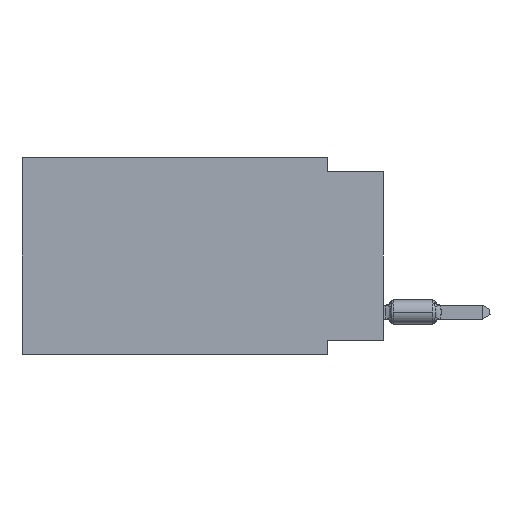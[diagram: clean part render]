
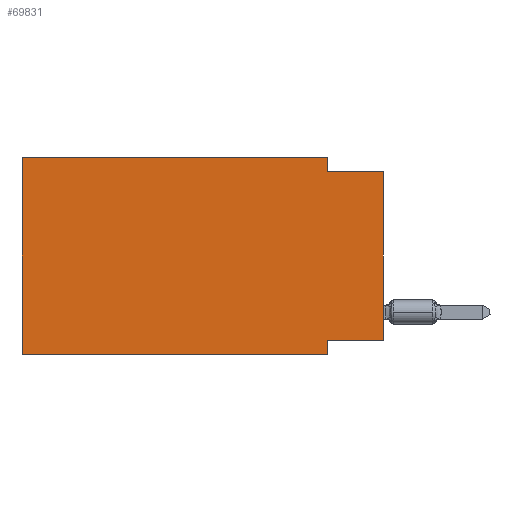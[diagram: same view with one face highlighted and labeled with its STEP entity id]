
A CAD part, left-side view. The second image highlights one B-rep face of the part: STEP entity #69831.
In plain terms, the highlighted planar face has unit normal (-1, 0, 0).
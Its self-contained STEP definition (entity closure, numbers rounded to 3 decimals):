
#745 = VECTOR ( 'NONE', #71326, 1000. ) ;
#4380 = LINE ( 'NONE', #88045, #745 ) ;
#5198 = LINE ( 'NONE', #98856, #39632 ) ;
#6641 = ORIENTED_EDGE ( 'NONE', *, *, #69690, .F. ) ;
#6864 = VERTEX_POINT ( 'NONE', #63759 ) ;
#17070 = ORIENTED_EDGE ( 'NONE', *, *, #65902, .T. ) ;
#20897 = CARTESIAN_POINT ( 'NONE',  ( 0., 2.54, 0. ) ) ;
#21133 = VERTEX_POINT ( 'NONE', #32454 ) ;
#22980 = PLANE ( 'NONE',  #51774 ) ;
#26746 = ORIENTED_EDGE ( 'NONE', *, *, #108396, .T. ) ;
#29527 = DIRECTION ( 'NONE',  ( 0., 0., 1. ) ) ;
#30718 = CARTESIAN_POINT ( 'NONE',  ( 0., 16.383, 0. ) ) ;
#31966 = DIRECTION ( 'NONE',  ( 0., 0., -1. ) ) ;
#32454 = CARTESIAN_POINT ( 'NONE',  ( 0., 0., -8.255 ) ) ;
#33229 = LINE ( 'NONE', #83411, #45095 ) ;
#35814 = DIRECTION ( 'NONE',  ( 0., -1., 0. ) ) ;
#36101 = VERTEX_POINT ( 'NONE', #53432 ) ;
#36624 = VERTEX_POINT ( 'NONE', #20897 ) ;
#39288 = ORIENTED_EDGE ( 'NONE', *, *, #62698, .F. ) ;
#39632 = VECTOR ( 'NONE', #31966, 1000. ) ;
#41039 = DIRECTION ( 'NONE',  ( 0., 0., -1. ) ) ;
#42947 = EDGE_CURVE ( 'NONE', #65292, #49813, #33229, .T. ) ;
#43210 = DIRECTION ( 'NONE',  ( 0., 1., 0. ) ) ;
#45095 = VECTOR ( 'NONE', #41039, 1000. ) ;
#46440 = DIRECTION ( 'NONE',  ( 0., -1., 0. ) ) ;
#47963 = ORIENTED_EDGE ( 'NONE', *, *, #73412, .F. ) ;
#48378 = VERTEX_POINT ( 'NONE', #65489 ) ;
#48647 = DIRECTION ( 'NONE',  ( 0., 0., -1. ) ) ;
#49813 = VERTEX_POINT ( 'NONE', #50423 ) ;
#50423 = CARTESIAN_POINT ( 'NONE',  ( 0., 2.54, -8.89 ) ) ;
#50918 = VECTOR ( 'NONE', #29527, 1000. ) ;
#51774 = AXIS2_PLACEMENT_3D ( 'NONE', #57019, #91015, #48647 ) ;
#53432 = CARTESIAN_POINT ( 'NONE',  ( 0., 2.54, -0.635 ) ) ;
#57019 = CARTESIAN_POINT ( 'NONE',  ( 0., 16.383, 0. ) ) ;
#61375 = DIRECTION ( 'NONE',  ( 0., -1., 0. ) ) ;
#62698 = EDGE_CURVE ( 'NONE', #21133, #65292, #77212, .T. ) ;
#63575 = EDGE_LOOP ( 'NONE', ( #26746, #47963, #97846, #6641, #99849, #17070, #106718, #39288 ) ) ;
#63759 = CARTESIAN_POINT ( 'NONE',  ( 0., 0., -0.635 ) ) ;
#65292 = VERTEX_POINT ( 'NONE', #92213 ) ;
#65489 = CARTESIAN_POINT ( 'NONE',  ( 0., 16.383, -8.89 ) ) ;
#65902 = EDGE_CURVE ( 'NONE', #48378, #49813, #94287, .T. ) ;
#65940 = FACE_OUTER_BOUND ( 'NONE', #63575, .T. ) ;
#68389 = LINE ( 'NONE', #71538, #87337 ) ;
#69418 = CARTESIAN_POINT ( 'NONE',  ( 0., 0., -8.255 ) ) ;
#69690 = EDGE_CURVE ( 'NONE', #93752, #36624, #68389, .T. ) ;
#69831 = ADVANCED_FACE ( 'NONE', ( #65940 ), #22980, .F. ) ;
#71031 = VECTOR ( 'NONE', #43210, 1000. ) ;
#71326 = DIRECTION ( 'NONE',  ( 0., 0., 1. ) ) ;
#71538 = CARTESIAN_POINT ( 'NONE',  ( 0., 16.383, 0. ) ) ;
#71909 = CARTESIAN_POINT ( 'NONE',  ( 0., 16.383, 0. ) ) ;
#73412 = EDGE_CURVE ( 'NONE', #36101, #6864, #77070, .T. ) ;
#77070 = LINE ( 'NONE', #84348, #103928 ) ;
#77212 = LINE ( 'NONE', #69418, #71031 ) ;
#80287 = LINE ( 'NONE', #71909, #50918 ) ;
#80667 = EDGE_CURVE ( 'NONE', #48378, #93752, #80287, .T. ) ;
#83411 = CARTESIAN_POINT ( 'NONE',  ( 0., 2.54, -8.89 ) ) ;
#84021 = EDGE_CURVE ( 'NONE', #36624, #36101, #5198, .T. ) ;
#84348 = CARTESIAN_POINT ( 'NONE',  ( 0., 0., -0.635 ) ) ;
#86449 = CARTESIAN_POINT ( 'NONE',  ( 0., 16.383, -8.89 ) ) ;
#87337 = VECTOR ( 'NONE', #46440, 1000. ) ;
#87499 = VECTOR ( 'NONE', #61375, 1000. ) ;
#88045 = CARTESIAN_POINT ( 'NONE',  ( 0., 0., 0. ) ) ;
#91015 = DIRECTION ( 'NONE',  ( 1., 0., 0. ) ) ;
#92213 = CARTESIAN_POINT ( 'NONE',  ( 0., 2.54, -8.255 ) ) ;
#93752 = VERTEX_POINT ( 'NONE', #30718 ) ;
#94287 = LINE ( 'NONE', #86449, #87499 ) ;
#97846 = ORIENTED_EDGE ( 'NONE', *, *, #84021, .F. ) ;
#98856 = CARTESIAN_POINT ( 'NONE',  ( 0., 2.54, 0. ) ) ;
#99849 = ORIENTED_EDGE ( 'NONE', *, *, #80667, .F. ) ;
#103928 = VECTOR ( 'NONE', #35814, 1000. ) ;
#106718 = ORIENTED_EDGE ( 'NONE', *, *, #42947, .F. ) ;
#108396 = EDGE_CURVE ( 'NONE', #21133, #6864, #4380, .T. ) ;
